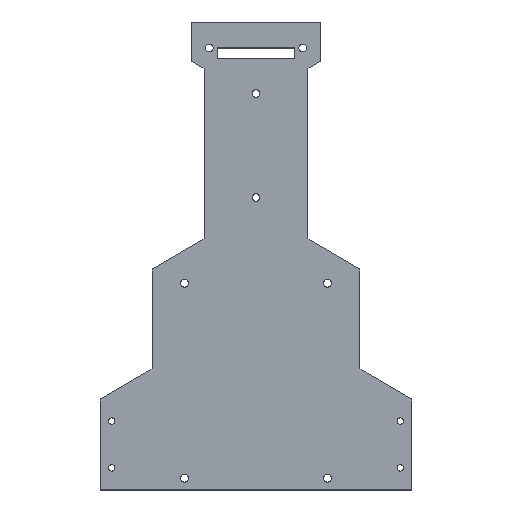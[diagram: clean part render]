
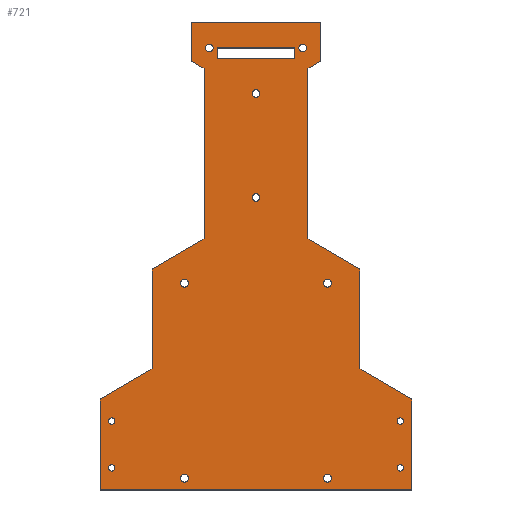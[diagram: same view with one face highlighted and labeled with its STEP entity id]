
A CAD part, top view. The second image highlights one B-rep face of the part: STEP entity #721.
In plain terms, the highlighted planar face has unit normal (0, 0, 1).
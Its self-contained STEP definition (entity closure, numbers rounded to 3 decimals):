
#15=FACE_BOUND('',#130,.T.);
#16=FACE_BOUND('',#131,.T.);
#17=FACE_BOUND('',#132,.T.);
#18=FACE_BOUND('',#133,.T.);
#19=FACE_BOUND('',#134,.T.);
#20=FACE_BOUND('',#135,.T.);
#21=FACE_BOUND('',#136,.T.);
#22=FACE_BOUND('',#137,.T.);
#23=FACE_BOUND('',#138,.T.);
#24=FACE_BOUND('',#139,.T.);
#25=FACE_BOUND('',#140,.T.);
#26=FACE_BOUND('',#141,.T.);
#27=FACE_BOUND('',#142,.T.);
#61=PLANE('',#793);
#95=FACE_OUTER_BOUND('',#129,.T.);
#129=EDGE_LOOP('',(#613,#614,#615,#616,#617,#618,#619,#620,#621,#622,#623,
#624,#625,#626,#627,#628));
#130=EDGE_LOOP('',(#629));
#131=EDGE_LOOP('',(#630));
#132=EDGE_LOOP('',(#631,#632,#633,#634));
#133=EDGE_LOOP('',(#635));
#134=EDGE_LOOP('',(#636));
#135=EDGE_LOOP('',(#637));
#136=EDGE_LOOP('',(#638));
#137=EDGE_LOOP('',(#639));
#138=EDGE_LOOP('',(#640));
#139=EDGE_LOOP('',(#641));
#140=EDGE_LOOP('',(#642));
#141=EDGE_LOOP('',(#643));
#142=EDGE_LOOP('',(#644));
#169=LINE('',#1053,#241);
#172=LINE('',#1059,#244);
#175=LINE('',#1065,#247);
#178=LINE('',#1069,#250);
#183=LINE('',#1089,#255);
#186=LINE('',#1095,#258);
#189=LINE('',#1101,#261);
#192=LINE('',#1107,#264);
#195=LINE('',#1113,#267);
#198=LINE('',#1119,#270);
#201=LINE('',#1125,#273);
#204=LINE('',#1131,#276);
#207=LINE('',#1137,#279);
#210=LINE('',#1143,#282);
#213=LINE('',#1149,#285);
#216=LINE('',#1155,#288);
#219=LINE('',#1161,#291);
#222=LINE('',#1167,#294);
#225=LINE('',#1173,#297);
#228=LINE('',#1177,#300);
#241=VECTOR('',#871,10.);
#244=VECTOR('',#876,10.);
#247=VECTOR('',#881,10.);
#250=VECTOR('',#886,10.);
#255=VECTOR('',#905,10.);
#258=VECTOR('',#910,10.);
#261=VECTOR('',#915,10.);
#264=VECTOR('',#920,10.);
#267=VECTOR('',#925,10.);
#270=VECTOR('',#930,10.);
#273=VECTOR('',#935,10.);
#276=VECTOR('',#940,10.);
#279=VECTOR('',#945,10.);
#282=VECTOR('',#950,10.);
#285=VECTOR('',#955,10.);
#288=VECTOR('',#960,10.);
#291=VECTOR('',#965,10.);
#294=VECTOR('',#970,10.);
#297=VECTOR('',#975,10.);
#300=VECTOR('',#980,10.);
#301=CIRCLE('',#738,1.5);
#303=CIRCLE('',#741,1.25);
#305=CIRCLE('',#744,1.25);
#307=CIRCLE('',#747,1.25);
#309=CIRCLE('',#750,1.5);
#311=CIRCLE('',#753,1.5);
#313=CIRCLE('',#756,1.5);
#315=CIRCLE('',#759,1.5);
#317=CIRCLE('',#762,1.25);
#319=CIRCLE('',#765,1.5);
#321=CIRCLE('',#772,1.5);
#323=CIRCLE('',#775,1.5);
#325=VERTEX_POINT('',#987);
#327=VERTEX_POINT('',#993);
#329=VERTEX_POINT('',#999);
#331=VERTEX_POINT('',#1005);
#333=VERTEX_POINT('',#1011);
#335=VERTEX_POINT('',#1017);
#337=VERTEX_POINT('',#1023);
#339=VERTEX_POINT('',#1029);
#341=VERTEX_POINT('',#1035);
#343=VERTEX_POINT('',#1041);
#347=VERTEX_POINT('',#1050);
#348=VERTEX_POINT('',#1052);
#350=VERTEX_POINT('',#1058);
#352=VERTEX_POINT('',#1064);
#353=VERTEX_POINT('',#1071);
#355=VERTEX_POINT('',#1077);
#359=VERTEX_POINT('',#1086);
#360=VERTEX_POINT('',#1088);
#362=VERTEX_POINT('',#1094);
#364=VERTEX_POINT('',#1100);
#366=VERTEX_POINT('',#1106);
#368=VERTEX_POINT('',#1112);
#370=VERTEX_POINT('',#1118);
#372=VERTEX_POINT('',#1124);
#374=VERTEX_POINT('',#1130);
#376=VERTEX_POINT('',#1136);
#378=VERTEX_POINT('',#1142);
#380=VERTEX_POINT('',#1148);
#382=VERTEX_POINT('',#1154);
#384=VERTEX_POINT('',#1160);
#386=VERTEX_POINT('',#1166);
#388=VERTEX_POINT('',#1172);
#389=EDGE_CURVE('',#325,#325,#301,.T.);
#392=EDGE_CURVE('',#327,#327,#303,.T.);
#395=EDGE_CURVE('',#329,#329,#305,.T.);
#398=EDGE_CURVE('',#331,#331,#307,.T.);
#401=EDGE_CURVE('',#333,#333,#309,.T.);
#404=EDGE_CURVE('',#335,#335,#311,.T.);
#407=EDGE_CURVE('',#337,#337,#313,.T.);
#410=EDGE_CURVE('',#339,#339,#315,.T.);
#413=EDGE_CURVE('',#341,#341,#317,.T.);
#416=EDGE_CURVE('',#343,#343,#319,.T.);
#421=EDGE_CURVE('',#348,#347,#169,.T.);
#424=EDGE_CURVE('',#350,#348,#172,.T.);
#427=EDGE_CURVE('',#352,#350,#175,.T.);
#430=EDGE_CURVE('',#347,#352,#178,.T.);
#431=EDGE_CURVE('',#353,#353,#321,.T.);
#434=EDGE_CURVE('',#355,#355,#323,.T.);
#439=EDGE_CURVE('',#360,#359,#183,.T.);
#442=EDGE_CURVE('',#362,#360,#186,.T.);
#445=EDGE_CURVE('',#364,#362,#189,.T.);
#448=EDGE_CURVE('',#366,#364,#192,.T.);
#451=EDGE_CURVE('',#368,#366,#195,.T.);
#454=EDGE_CURVE('',#370,#368,#198,.T.);
#457=EDGE_CURVE('',#372,#370,#201,.T.);
#460=EDGE_CURVE('',#374,#372,#204,.T.);
#463=EDGE_CURVE('',#376,#374,#207,.T.);
#466=EDGE_CURVE('',#378,#376,#210,.T.);
#469=EDGE_CURVE('',#380,#378,#213,.T.);
#472=EDGE_CURVE('',#382,#380,#216,.T.);
#475=EDGE_CURVE('',#384,#382,#219,.T.);
#478=EDGE_CURVE('',#386,#384,#222,.T.);
#481=EDGE_CURVE('',#388,#386,#225,.T.);
#484=EDGE_CURVE('',#359,#388,#228,.T.);
#613=ORIENTED_EDGE('',*,*,#484,.T.);
#614=ORIENTED_EDGE('',*,*,#481,.T.);
#615=ORIENTED_EDGE('',*,*,#478,.T.);
#616=ORIENTED_EDGE('',*,*,#475,.T.);
#617=ORIENTED_EDGE('',*,*,#472,.T.);
#618=ORIENTED_EDGE('',*,*,#469,.T.);
#619=ORIENTED_EDGE('',*,*,#466,.T.);
#620=ORIENTED_EDGE('',*,*,#463,.T.);
#621=ORIENTED_EDGE('',*,*,#460,.T.);
#622=ORIENTED_EDGE('',*,*,#457,.T.);
#623=ORIENTED_EDGE('',*,*,#454,.T.);
#624=ORIENTED_EDGE('',*,*,#451,.T.);
#625=ORIENTED_EDGE('',*,*,#448,.T.);
#626=ORIENTED_EDGE('',*,*,#445,.T.);
#627=ORIENTED_EDGE('',*,*,#442,.T.);
#628=ORIENTED_EDGE('',*,*,#439,.T.);
#629=ORIENTED_EDGE('',*,*,#434,.T.);
#630=ORIENTED_EDGE('',*,*,#431,.T.);
#631=ORIENTED_EDGE('',*,*,#430,.T.);
#632=ORIENTED_EDGE('',*,*,#427,.T.);
#633=ORIENTED_EDGE('',*,*,#424,.T.);
#634=ORIENTED_EDGE('',*,*,#421,.T.);
#635=ORIENTED_EDGE('',*,*,#416,.T.);
#636=ORIENTED_EDGE('',*,*,#413,.T.);
#637=ORIENTED_EDGE('',*,*,#410,.T.);
#638=ORIENTED_EDGE('',*,*,#407,.T.);
#639=ORIENTED_EDGE('',*,*,#404,.T.);
#640=ORIENTED_EDGE('',*,*,#401,.T.);
#641=ORIENTED_EDGE('',*,*,#398,.T.);
#642=ORIENTED_EDGE('',*,*,#395,.T.);
#643=ORIENTED_EDGE('',*,*,#392,.T.);
#644=ORIENTED_EDGE('',*,*,#389,.T.);
#721=ADVANCED_FACE('',(#95,#15,#16,#17,#18,#19,#20,#21,#22,#23,#24,#25,
#26,#27),#61,.T.);
#738=AXIS2_PLACEMENT_3D('',#988,#799,#800);
#741=AXIS2_PLACEMENT_3D('',#994,#806,#807);
#744=AXIS2_PLACEMENT_3D('',#1000,#813,#814);
#747=AXIS2_PLACEMENT_3D('',#1006,#820,#821);
#750=AXIS2_PLACEMENT_3D('',#1012,#827,#828);
#753=AXIS2_PLACEMENT_3D('',#1018,#834,#835);
#756=AXIS2_PLACEMENT_3D('',#1024,#841,#842);
#759=AXIS2_PLACEMENT_3D('',#1030,#848,#849);
#762=AXIS2_PLACEMENT_3D('',#1036,#855,#856);
#765=AXIS2_PLACEMENT_3D('',#1042,#862,#863);
#772=AXIS2_PLACEMENT_3D('',#1072,#889,#890);
#775=AXIS2_PLACEMENT_3D('',#1078,#896,#897);
#793=AXIS2_PLACEMENT_3D('',#1178,#981,#982);
#799=DIRECTION('center_axis',(0.,0.,-1.));
#800=DIRECTION('ref_axis',(1.,0.,0.));
#806=DIRECTION('center_axis',(0.,0.,-1.));
#807=DIRECTION('ref_axis',(1.,0.,0.));
#813=DIRECTION('center_axis',(0.,0.,-1.));
#814=DIRECTION('ref_axis',(1.,0.,0.));
#820=DIRECTION('center_axis',(0.,0.,-1.));
#821=DIRECTION('ref_axis',(1.,0.,0.));
#827=DIRECTION('center_axis',(0.,0.,-1.));
#828=DIRECTION('ref_axis',(1.,0.,0.));
#834=DIRECTION('center_axis',(0.,0.,-1.));
#835=DIRECTION('ref_axis',(1.,0.,0.));
#841=DIRECTION('center_axis',(0.,0.,-1.));
#842=DIRECTION('ref_axis',(1.,0.,0.));
#848=DIRECTION('center_axis',(0.,0.,-1.));
#849=DIRECTION('ref_axis',(1.,0.,0.));
#855=DIRECTION('center_axis',(0.,0.,-1.));
#856=DIRECTION('ref_axis',(1.,0.,0.));
#862=DIRECTION('center_axis',(0.,0.,-1.));
#863=DIRECTION('ref_axis',(1.,0.,0.));
#871=DIRECTION('',(0.,-1.,0.));
#876=DIRECTION('',(1.,0.,0.));
#881=DIRECTION('',(0.,1.,0.));
#886=DIRECTION('',(-1.,0.,0.));
#889=DIRECTION('center_axis',(0.,0.,-1.));
#890=DIRECTION('ref_axis',(1.,0.,0.));
#896=DIRECTION('center_axis',(0.,0.,-1.));
#897=DIRECTION('ref_axis',(1.,0.,0.));
#905=DIRECTION('',(0.,-1.,0.));
#910=DIRECTION('',(-1.,0.,0.));
#915=DIRECTION('',(0.,1.,0.));
#920=DIRECTION('',(0.866,0.5,0.));
#925=DIRECTION('',(0.,1.,0.));
#930=DIRECTION('',(-0.866,0.5,0.));
#935=DIRECTION('',(0.,1.,0.));
#940=DIRECTION('',(-0.866,0.5,0.));
#945=DIRECTION('',(0.,1.,0.));
#950=DIRECTION('',(1.,0.,0.));
#955=DIRECTION('',(0.,-1.,0.));
#960=DIRECTION('',(-0.866,-0.5,0.));
#965=DIRECTION('',(0.,-1.,0.));
#970=DIRECTION('',(-0.866,-0.5,0.));
#975=DIRECTION('',(0.,-1.,0.));
#980=DIRECTION('',(0.866,-0.5,0.));
#981=DIRECTION('center_axis',(0.,0.,1.));
#982=DIRECTION('ref_axis',(1.,0.,0.));
#987=CARTESIAN_POINT('',(40.5,165.644,5.));
#988=CARTESIAN_POINT('Origin',(42.,165.644,5.));
#993=CARTESIAN_POINT('',(3.25,4.144,5.));
#994=CARTESIAN_POINT('Origin',(4.5,4.144,5.));
#999=CARTESIAN_POINT('',(114.25,4.144,5.));
#1000=CARTESIAN_POINT('Origin',(115.5,4.144,5.));
#1005=CARTESIAN_POINT('',(114.25,22.144,5.));
#1006=CARTESIAN_POINT('Origin',(115.5,22.144,5.));
#1011=CARTESIAN_POINT('',(86.,0.144,5.));
#1012=CARTESIAN_POINT('Origin',(87.5,0.144,5.));
#1017=CARTESIAN_POINT('',(86.,75.144,5.));
#1018=CARTESIAN_POINT('Origin',(87.5,75.144,5.));
#1023=CARTESIAN_POINT('',(31.,75.144,5.));
#1024=CARTESIAN_POINT('Origin',(32.5,75.144,5.));
#1029=CARTESIAN_POINT('',(31.,0.144,5.));
#1030=CARTESIAN_POINT('Origin',(32.5,0.144,5.));
#1035=CARTESIAN_POINT('',(3.25,22.144,5.));
#1036=CARTESIAN_POINT('Origin',(4.5,22.144,5.));
#1041=CARTESIAN_POINT('',(76.5,165.644,5.));
#1042=CARTESIAN_POINT('Origin',(78.,165.644,5.));
#1050=CARTESIAN_POINT('',(75.,161.644,5.));
#1052=CARTESIAN_POINT('',(75.,165.644,5.));
#1053=CARTESIAN_POINT('',(75.,161.644,5.));
#1058=CARTESIAN_POINT('',(45.,165.644,5.));
#1059=CARTESIAN_POINT('',(45.,165.644,5.));
#1064=CARTESIAN_POINT('',(45.,161.644,5.));
#1065=CARTESIAN_POINT('',(45.,161.644,5.));
#1069=CARTESIAN_POINT('',(45.,161.644,5.));
#1071=CARTESIAN_POINT('',(58.5,108.144,5.));
#1072=CARTESIAN_POINT('Origin',(60.,108.144,5.));
#1077=CARTESIAN_POINT('',(58.5,148.144,5.));
#1078=CARTESIAN_POINT('Origin',(60.,148.144,5.));
#1086=CARTESIAN_POINT('',(35.,160.644,5.));
#1088=CARTESIAN_POINT('',(35.,175.644,5.));
#1089=CARTESIAN_POINT('',(35.,160.644,5.));
#1094=CARTESIAN_POINT('',(85.,175.644,5.));
#1095=CARTESIAN_POINT('',(35.,175.644,5.));
#1100=CARTESIAN_POINT('',(85.,160.644,5.));
#1101=CARTESIAN_POINT('',(85.,160.644,5.));
#1106=CARTESIAN_POINT('',(80.,157.757,5.));
#1107=CARTESIAN_POINT('',(85.,160.644,5.));
#1112=CARTESIAN_POINT('',(80.,92.191,5.));
#1113=CARTESIAN_POINT('',(80.,92.191,5.));
#1118=CARTESIAN_POINT('',(100.,80.644,5.));
#1119=CARTESIAN_POINT('',(100.,80.644,5.));
#1124=CARTESIAN_POINT('',(100.,42.191,5.));
#1125=CARTESIAN_POINT('',(100.,42.191,5.));
#1130=CARTESIAN_POINT('',(120.,30.644,5.));
#1131=CARTESIAN_POINT('',(120.,30.644,5.));
#1136=CARTESIAN_POINT('',(120.,-4.356,5.));
#1137=CARTESIAN_POINT('',(120.,30.644,5.));
#1142=CARTESIAN_POINT('',(0.,-4.356,5.));
#1143=CARTESIAN_POINT('',(0.,-4.356,5.));
#1148=CARTESIAN_POINT('',(0.,30.644,5.));
#1149=CARTESIAN_POINT('',(0.,-4.356,5.));
#1154=CARTESIAN_POINT('',(20.,42.191,5.));
#1155=CARTESIAN_POINT('',(0.,30.644,5.));
#1160=CARTESIAN_POINT('',(20.,80.644,5.));
#1161=CARTESIAN_POINT('',(20.,42.191,5.));
#1166=CARTESIAN_POINT('',(40.,92.191,5.));
#1167=CARTESIAN_POINT('',(20.,80.644,5.));
#1172=CARTESIAN_POINT('',(40.,157.757,5.));
#1173=CARTESIAN_POINT('',(40.,92.191,5.));
#1177=CARTESIAN_POINT('',(35.,160.644,5.));
#1178=CARTESIAN_POINT('Origin',(60.,85.644,5.));
